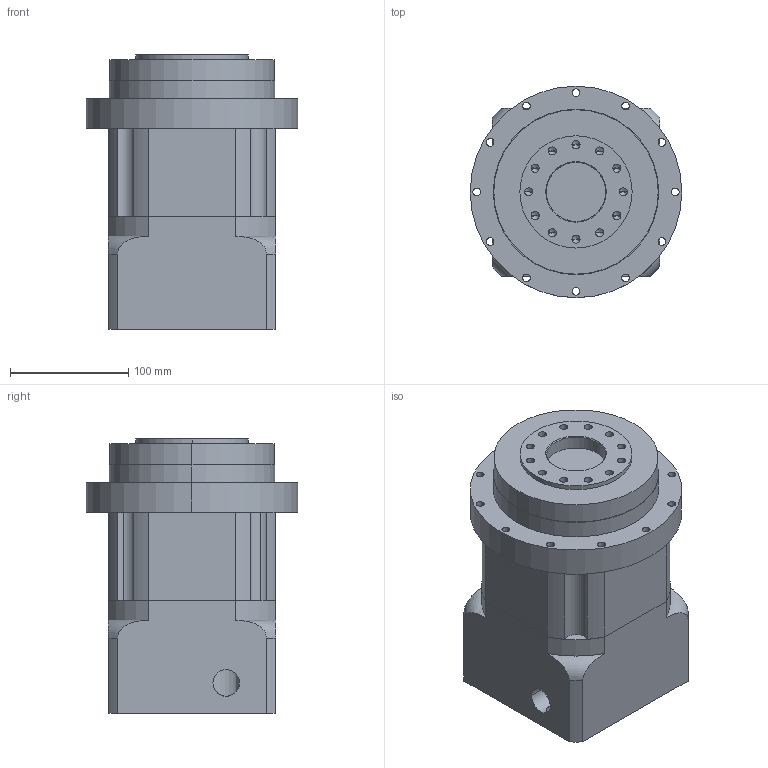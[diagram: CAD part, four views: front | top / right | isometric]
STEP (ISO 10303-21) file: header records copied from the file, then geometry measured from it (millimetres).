
FILE_DESCRIPTION (( 'STEP AP214' ), '1' );
FILE_NAME ('DF150-L1-XX-22-110-145-M8_2019.STEP', '2019-03-14T05:14:13', ( 'Y' ), ( 'NCU' ), 'SwSTEP 2.0', 'SolidWorks 2016', '' );
FILE_SCHEMA (( 'AUTOMOTIVE_DESIGN' ));
Length unit declared in the file: millimetre
Products named in the file (1): DF150-L1-XX-22-110-145-M8_2019
Bounding box: 179 x 179 x 232 mm (x, y, z)
Volume: 3968558.1 mm3; surface area: 333783 mm2
Topology: 3 solids, 3 shells, 312 faces, 760 edges, 474 vertices
Faces by surface type: cylinder 152, plane 106, cone 50, torus 4
Entity records: 10880 total; most frequent: CARTESIAN_POINT 2231, DIRECTION 1644, ORIENTED_EDGE 1456, EDGE_CURVE 728, AXIS2_PLACEMENT_3D 627, VERTEX_POINT 474, EDGE_LOOP 396, VECTOR 390
